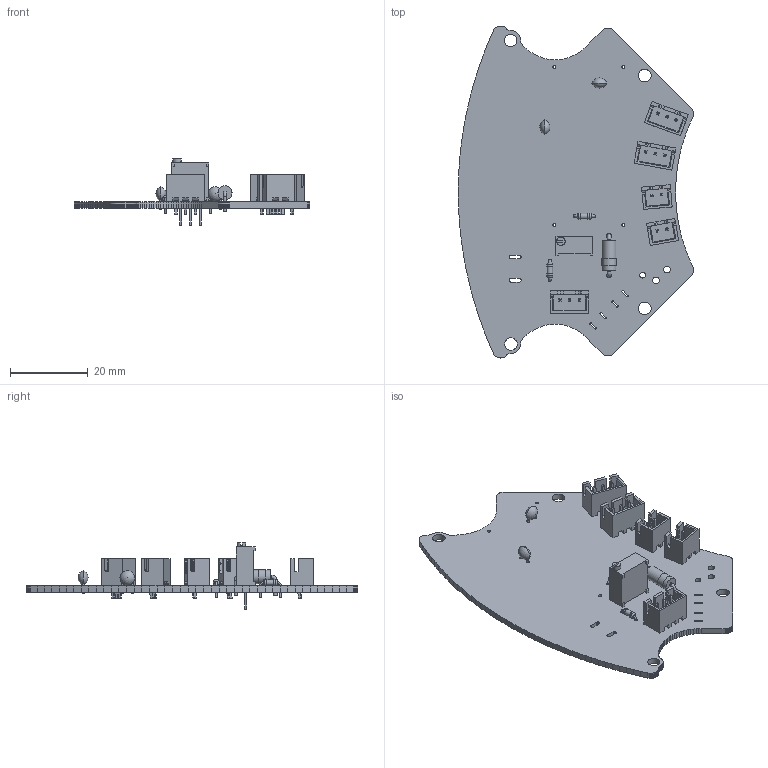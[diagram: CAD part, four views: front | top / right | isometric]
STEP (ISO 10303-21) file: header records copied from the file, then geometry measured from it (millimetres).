
FILE_DESCRIPTION(('KiCad electronic assembly'),'2;1');
FILE_NAME('____.step','2024-07-07T12:01:09',('Pcbnew'),('Kicad'), 'Open CASCADE STEP processor 7.7','KiCad to STEP converter','Unknown' );
FILE_SCHEMA(('AUTOMOTIVE_DESIGN { 1 0 10303 214 1 1 1 1 }'));
Length unit declared in the file: millimetre
Products named in the file (14): ____ 1; JST_XH_B3B-XH-A_1x03_P2.50mm_Vertical; SOLID; C_Disc_D3.8mm_W2.6mm_P2.50mm; R_Axial_DIN0204_L3.6mm_D1.6mm_P5.08mm_Horizontal; JST_XH_B2B-XH-A_1x02_P2.50mm_Vertical; Potentiometer_Bourns_3296W_Vertical; D_DO-15_P10.16mm_Horizontal; _autosave-é»æºåºæ¿ PCB
Assembly tree (18 placements, depth 3):
  ____ 1
    JST_XH_B3B-XH-A_1x03_P2.50mm_Vertical  x3
      SOLID
    C_Disc_D3.8mm_W2.6mm_P2.50mm  x2
      SOLID
    R_Axial_DIN0204_L3.6mm_D1.6mm_P5.08mm_Horizontal  x2
      SOLID
    JST_XH_B2B-XH-A_1x02_P2.50mm_Vertical  x2
      SOLID
    Potentiometer_Bourns_3296W_Vertical
      SOLID
    D_DO-15_P10.16mm_Horizontal
      SOLID
    _autosave-é»æºåºæ¿ PCB
Bounding box: 60.62 x 85.52 x 17.07 mm (x, y, z)
Volume: 7805.5 mm3; surface area: 11664 mm2
Topology: 12 solids, 12 shells, 1030 faces, 2812 edges, 1844 vertices
Faces by surface type: plane 926, cylinder 82, torus 10, revolution 8, sphere 4
Full cylindrical faces by diameter (mm): 0.5 x8, 0.51 x3, 0.7 x4, 0.762 x4, 0.8 x7, 0.9 x4, 0.95 x9, 1 x4, 1.2 x2, 1.44 x2, 1.45 x1, 1.6 x4, 1.7 x2, 2.19 x1, 3.2 x2, 3.3 x2, 3.6 x2, 3.62 x1
Entity records: 51704 total; most frequent: CARTESIAN_POINT 11511, DIRECTION 6892, LINE 5161, VECTOR 5161, ORIENTED_EDGE 3806, PCURVE 3806, DEFINITIONAL_REPRESENTATION 3806, EDGE_CURVE 1903
